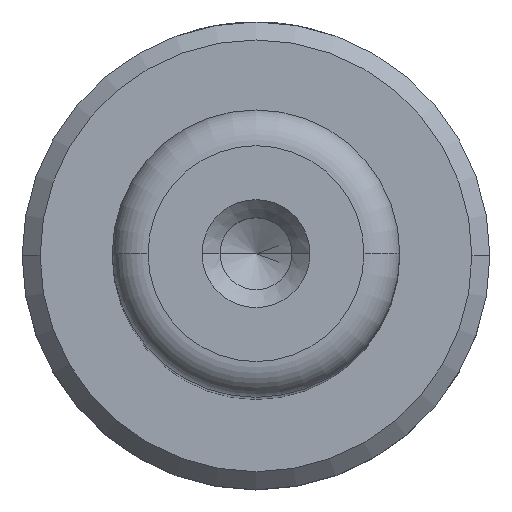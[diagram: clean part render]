
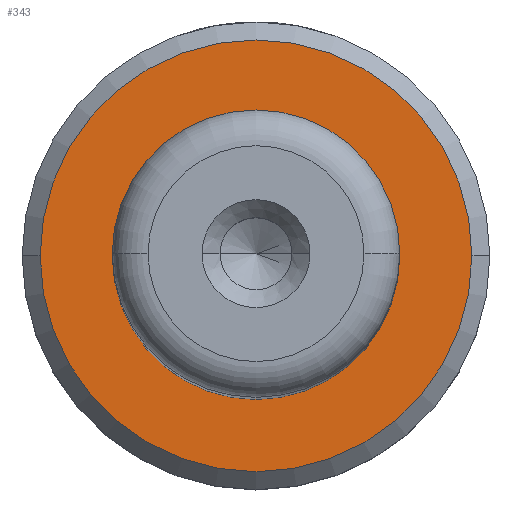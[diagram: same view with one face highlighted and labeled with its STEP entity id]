
A CAD part, top view. The second image highlights one B-rep face of the part: STEP entity #343.
In plain terms, the highlighted planar face has unit normal (0, 0, 1).
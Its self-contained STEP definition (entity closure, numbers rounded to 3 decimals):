
#23 = ORIENTED_EDGE ( 'NONE', *, *, #787, .T. ) ;
#60 = VERTEX_POINT ( 'NONE', #243 ) ;
#95 = DIRECTION ( 'NONE',  ( 1., 0., 0. ) ) ;
#200 = EDGE_CURVE ( 'NONE', #294, #820, #904, .T. ) ;
#243 = CARTESIAN_POINT ( 'NONE',  ( 3.6, 0., 13. ) ) ;
#246 = AXIS2_PLACEMENT_3D ( 'NONE', #1199, #1352, #399 ) ;
#294 = VERTEX_POINT ( 'NONE', #1366 ) ;
#343 = ADVANCED_FACE ( 'NONE', ( #1419, #1436 ), #1989, .T. ) ;
#399 = DIRECTION ( 'NONE',  ( 1., 0., 0. ) ) ;
#421 = ORIENTED_EDGE ( 'NONE', *, *, #1667, .T. ) ;
#436 = VERTEX_POINT ( 'NONE', #1851 ) ;
#473 = AXIS2_PLACEMENT_3D ( 'NONE', #876, #1984, #1036 ) ;
#482 = DIRECTION ( 'NONE',  ( 0., 0., -1. ) ) ;
#594 = CIRCLE ( 'NONE', #473, 3.6 ) ;
#774 = ORIENTED_EDGE ( 'NONE', *, *, #200, .T. ) ;
#787 = EDGE_CURVE ( 'NONE', #820, #294, #1378, .T. ) ;
#820 = VERTEX_POINT ( 'NONE', #1581 ) ;
#855 = AXIS2_PLACEMENT_3D ( 'NONE', #1808, #857, #1963 ) ;
#857 = DIRECTION ( 'NONE',  ( 0., 0., 1. ) ) ;
#876 = CARTESIAN_POINT ( 'NONE',  ( 0., 0., 13. ) ) ;
#904 = CIRCLE ( 'NONE', #1414, 6. ) ;
#1036 = DIRECTION ( 'NONE',  ( -1., 0., 0. ) ) ;
#1051 = DIRECTION ( 'NONE',  ( 0., 0., 1. ) ) ;
#1199 = CARTESIAN_POINT ( 'NONE',  ( 0., 0., 13. ) ) ;
#1256 = CIRCLE ( 'NONE', #1800, 3.6 ) ;
#1352 = DIRECTION ( 'NONE',  ( 0., 0., 1. ) ) ;
#1366 = CARTESIAN_POINT ( 'NONE',  ( 6., 0., 13. ) ) ;
#1378 = CIRCLE ( 'NONE', #855, 6. ) ;
#1414 = AXIS2_PLACEMENT_3D ( 'NONE', #1999, #1051, #95 ) ;
#1419 = FACE_OUTER_BOUND ( 'NONE', #1797, .T. ) ;
#1436 = FACE_BOUND ( 'NONE', #1721, .T. ) ;
#1437 = CARTESIAN_POINT ( 'NONE',  ( 0., 0., 13. ) ) ;
#1532 = EDGE_CURVE ( 'NONE', #60, #436, #1256, .T. ) ;
#1581 = CARTESIAN_POINT ( 'NONE',  ( -6., 0., 13. ) ) ;
#1591 = DIRECTION ( 'NONE',  ( -1., 0., 0. ) ) ;
#1667 = EDGE_CURVE ( 'NONE', #436, #60, #594, .T. ) ;
#1721 = EDGE_LOOP ( 'NONE', ( #421, #1775 ) ) ;
#1775 = ORIENTED_EDGE ( 'NONE', *, *, #1532, .T. ) ;
#1797 = EDGE_LOOP ( 'NONE', ( #23, #774 ) ) ;
#1800 = AXIS2_PLACEMENT_3D ( 'NONE', #1437, #482, #1591 ) ;
#1808 = CARTESIAN_POINT ( 'NONE',  ( 0., 0., 13. ) ) ;
#1851 = CARTESIAN_POINT ( 'NONE',  ( -3.6, 0., 13. ) ) ;
#1963 = DIRECTION ( 'NONE',  ( 1., 0., 0. ) ) ;
#1984 = DIRECTION ( 'NONE',  ( 0., 0., -1. ) ) ;
#1989 = PLANE ( 'NONE',  #246 ) ;
#1999 = CARTESIAN_POINT ( 'NONE',  ( 0., 0., 13. ) ) ;
